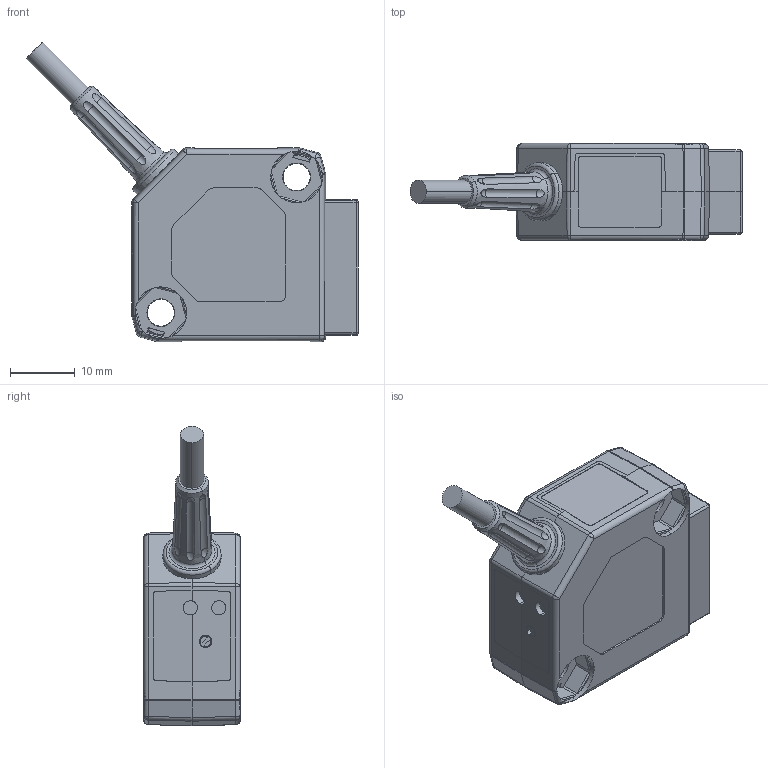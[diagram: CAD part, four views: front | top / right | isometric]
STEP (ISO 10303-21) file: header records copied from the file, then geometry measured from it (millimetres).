
FILE_DESCRIPTION((''),'2;1');
FILE_NAME('LHK-3130-PEFU','2011-10-05T',('RB'),(''),'PRO/ENGINEER BY PARAMETRIC TECHNOLOGY CORPORATION, 2010370','PRO/ENGINEER BY PARAMETRIC TECHNOLOGY CORPORATION, 2010370','');
FILE_SCHEMA(('CONFIG_CONTROL_DESIGN'));
Length unit declared in the file: millimetre
Products named in the file (1): LHK-3130-PEFU
Bounding box: 51.36 x 15 x 46.36 mm (x, y, z)
Surface area: 5255.1 mm2 (no closed solid volume)
Topology: 0 solids, 11 shells, 356 faces, 1140 edges, 798 vertices
Faces by surface type: plane 167, cylinder 129, sphere 22, torus 20, cone 18
Entity records: 13664 total; most frequent: CARTESIAN_POINT 3860, ORIENTED_EDGE 1985, DIRECTION 1940, EDGE_CURVE 1133, VERTEX_POINT 784, AXIS2_PLACEMENT_3D 649, VECTOR 642, LINE 642
